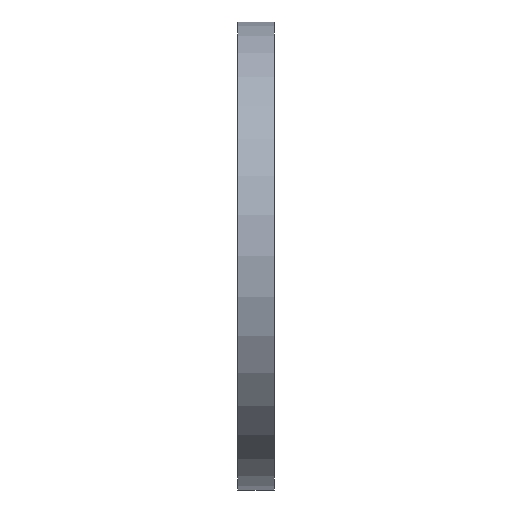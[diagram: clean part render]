
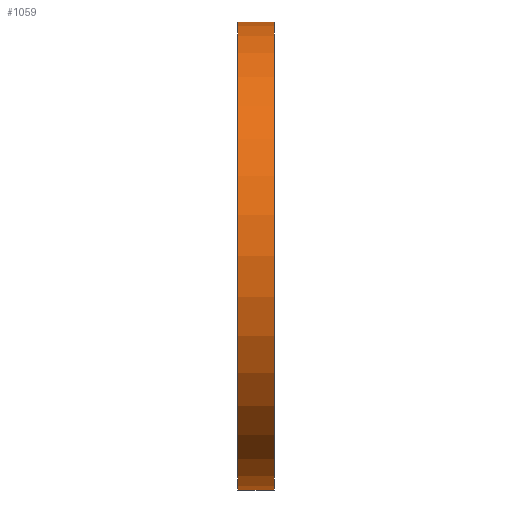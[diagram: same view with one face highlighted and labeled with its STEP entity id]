
A CAD part, left-side view. The second image highlights one B-rep face of the part: STEP entity #1059.
In plain terms, the highlighted cylindrical face has radius 242.5 mm (diameter 485 mm), a partial arc.
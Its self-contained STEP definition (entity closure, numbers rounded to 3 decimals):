
#39 = CARTESIAN_POINT ( 'NONE',  ( 0., 34.695, -242.5 ) ) ;
#47 = VERTEX_POINT ( 'NONE', #281 ) ;
#124 = DIRECTION ( 'NONE',  ( 0., 1., 0. ) ) ;
#167 = DIRECTION ( 'NONE',  ( 0., 1., 0. ) ) ;
#233 = FACE_OUTER_BOUND ( 'NONE', #304, .T. ) ;
#281 = CARTESIAN_POINT ( 'NONE',  ( 0., 38., 242.5 ) ) ;
#304 = EDGE_LOOP ( 'NONE', ( #1329, #683, #1414, #722 ) ) ;
#320 = DIRECTION ( 'NONE',  ( 0., 1., 0. ) ) ;
#337 = EDGE_CURVE ( 'NONE', #668, #867, #1033, .T. ) ;
#345 = LINE ( 'NONE', #692, #872 ) ;
#350 = DIRECTION ( 'NONE',  ( 0., 0., 1. ) ) ;
#360 = VECTOR ( 'NONE', #167, 1000. ) ;
#429 = AXIS2_PLACEMENT_3D ( 'NONE', #1432, #320, #1210 ) ;
#461 = CARTESIAN_POINT ( 'NONE',  ( 0., 38., 0. ) ) ;
#472 = DIRECTION ( 'NONE',  ( 0., 1., 0. ) ) ;
#620 = AXIS2_PLACEMENT_3D ( 'NONE', #461, #895, #350 ) ;
#668 = VERTEX_POINT ( 'NONE', #1236 ) ;
#677 = CYLINDRICAL_SURFACE ( 'NONE', #1385, 242.5 ) ;
#683 = ORIENTED_EDGE ( 'NONE', *, *, #894, .T. ) ;
#692 = CARTESIAN_POINT ( 'NONE',  ( 0., 34.695, 242.5 ) ) ;
#722 = ORIENTED_EDGE ( 'NONE', *, *, #1005, .F. ) ;
#867 = VERTEX_POINT ( 'NONE', #871 ) ;
#871 = CARTESIAN_POINT ( 'NONE',  ( 0., 38., -242.5 ) ) ;
#872 = VECTOR ( 'NONE', #472, 1000. ) ;
#894 = EDGE_CURVE ( 'NONE', #668, #1034, #1337, .T. ) ;
#895 = DIRECTION ( 'NONE',  ( 0., 1., 0. ) ) ;
#899 = DIRECTION ( 'NONE',  ( 0., 0., 1. ) ) ;
#981 = EDGE_CURVE ( 'NONE', #1034, #47, #345, .T. ) ;
#1005 = EDGE_CURVE ( 'NONE', #867, #47, #1242, .T. ) ;
#1033 = LINE ( 'NONE', #39, #360 ) ;
#1034 = VERTEX_POINT ( 'NONE', #1234 ) ;
#1059 = ADVANCED_FACE ( 'NONE', ( #233 ), #677, .T. ) ;
#1210 = DIRECTION ( 'NONE',  ( 0., 0., 1. ) ) ;
#1234 = CARTESIAN_POINT ( 'NONE',  ( 0., 0., 242.5 ) ) ;
#1236 = CARTESIAN_POINT ( 'NONE',  ( 0., 0., -242.5 ) ) ;
#1239 = CARTESIAN_POINT ( 'NONE',  ( 0., 34.695, 0. ) ) ;
#1242 = CIRCLE ( 'NONE', #620, 242.5 ) ;
#1329 = ORIENTED_EDGE ( 'NONE', *, *, #337, .F. ) ;
#1337 = CIRCLE ( 'NONE', #429, 242.5 ) ;
#1385 = AXIS2_PLACEMENT_3D ( 'NONE', #1239, #124, #899 ) ;
#1414 = ORIENTED_EDGE ( 'NONE', *, *, #981, .T. ) ;
#1432 = CARTESIAN_POINT ( 'NONE',  ( 0., 0., 0. ) ) ;
